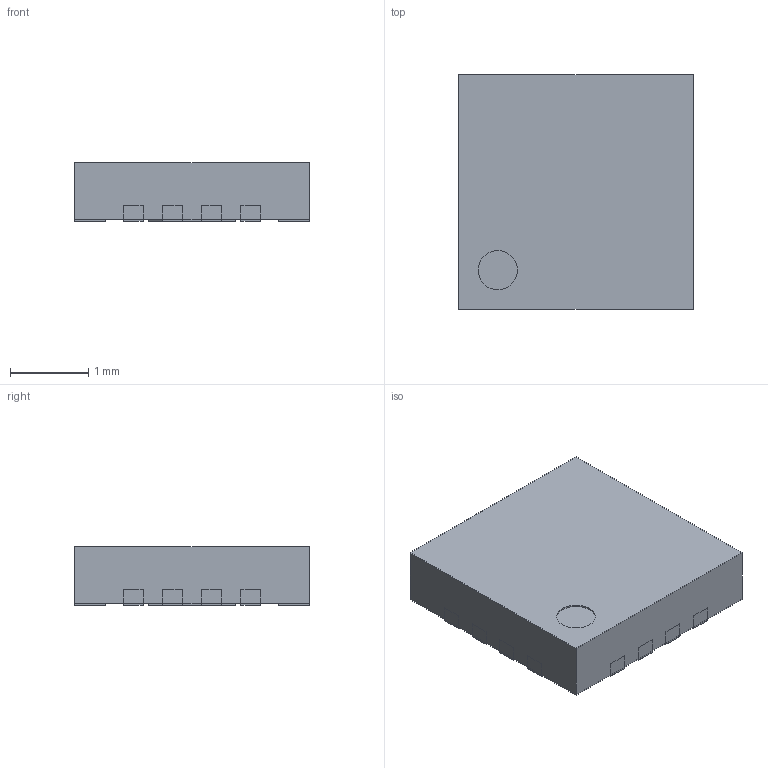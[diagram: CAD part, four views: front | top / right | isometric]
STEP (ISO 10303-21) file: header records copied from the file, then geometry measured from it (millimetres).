
FILE_DESCRIPTION(/* description */ (''),/* implementation_level */ '2;1');
FILE_NAME(/* name */ 'MAX98357.step',/* time_stamp */ '2022-11-18T23:43:39-08:00',/* author */ (''),/* organization */ (''),/* preprocessor_version */ 'ST-DEVELOPER v19.2',/* originating_system */ 'Autodesk Translation Framework v11.17.0.187',/* authorisation */ '');
FILE_SCHEMA (('AUTOMOTIVE_DESIGN { 1 0 10303 214 3 1 1 }'));
Length unit declared in the file: millimetre
Products named in the file (1): MAX98357-step
Bounding box: 3 x 3 x 0.75 mm (x, y, z)
Surface area: 37.3 mm2
Topology: 18 solids, 18 shells, 111 faces, 222 edges, 148 vertices
Faces by surface type: plane 110, cylinder 1
Full cylindrical faces by diameter (mm): 0.5 x1
Entity records: 2856 total; most frequent: CARTESIAN_POINT 482, DIRECTION 448, ORIENTED_EDGE 444, EDGE_CURVE 222, LINE 220, VECTOR 220, VERTEX_POINT 148, AXIS2_PLACEMENT_3D 114
